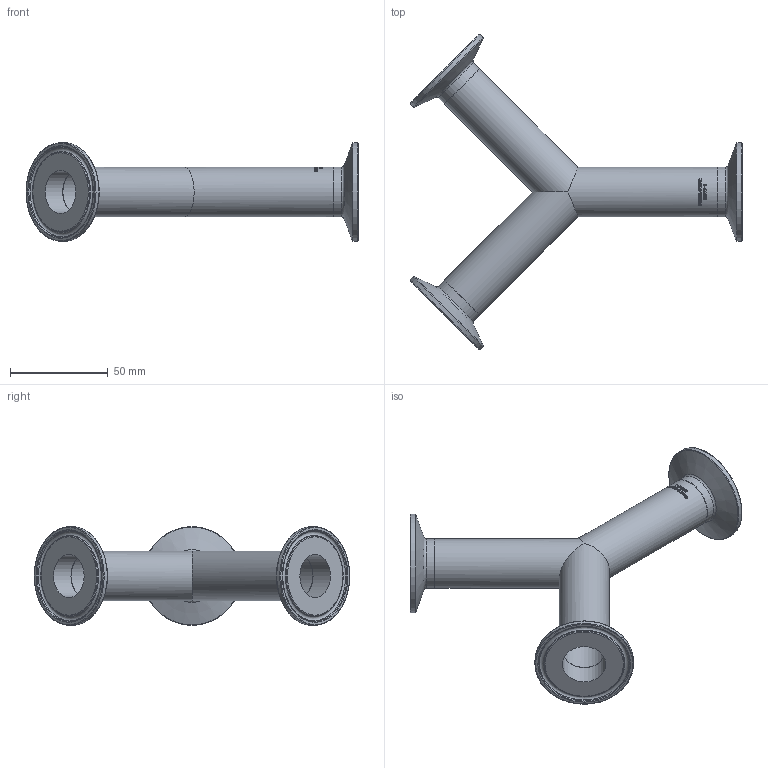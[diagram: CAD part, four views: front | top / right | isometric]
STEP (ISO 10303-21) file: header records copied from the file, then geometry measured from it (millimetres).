
FILE_DESCRIPTION(/* description */ (''),/* implementation_level */ '2;1');
FILE_NAME(/* name */ '28BMP-1.stp',/* time_stamp */ '2021-12-21T11:14:00-05:00',/* author */ ('rick'),/* organization */ (''),/* preprocessor_version */ 'ST-DEVELOPER v18.1',/* originating_system */ 'Autodesk Inventor 2020',/* authorisation */ '');
FILE_SCHEMA (('AUTOMOTIVE_DESIGN { 1 0 10303 214 3 1 1 }'));
Length unit declared in the file: inch
Products named in the file (1): 28BMP-1
Bounding box: 169.42 x 161.02 x 50.39 mm (x, y, z)
Volume: 51468.3 mm3; surface area: 47490.2 mm2
Topology: 1 solids, 1 shells, 405 faces, 1120 edges, 759 vertices
Faces by surface type: bspline 172, plane 149, cylinder 51, torus 24, cone 9
Full cylindrical faces by diameter (mm): 22.098 x6, 25.4 x6, 50.394 x3
Entity records: 16834 total; most frequent: CARTESIAN_POINT 7164, ORIENTED_EDGE 2240, DIRECTION 1575, EDGE_CURVE 1120, VERTEX_POINT 759, AXIS2_PLACEMENT_3D 565, EDGE_LOOP 451, LINE 445
